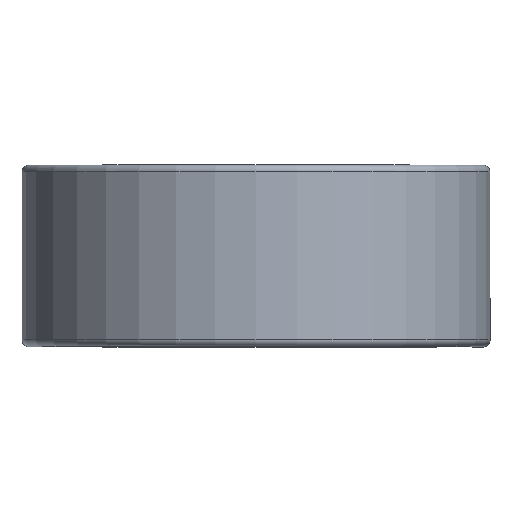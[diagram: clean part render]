
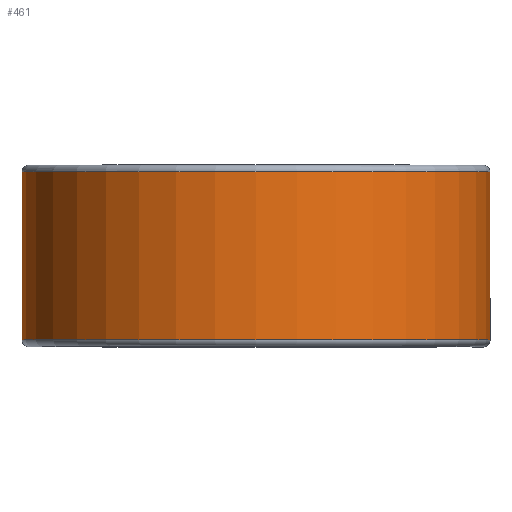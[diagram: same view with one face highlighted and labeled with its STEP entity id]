
A CAD part, top view. The second image highlights one B-rep face of the part: STEP entity #461.
In plain terms, the highlighted cylindrical face has radius 26.619 mm (diameter 53.238 mm), a partial arc.
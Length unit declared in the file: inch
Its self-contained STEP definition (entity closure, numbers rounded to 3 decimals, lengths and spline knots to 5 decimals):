
#139 = CARTESIAN_POINT ( 'NONE',  ( 0., -0.37625, -1.048 ) ) ;
#213 = CARTESIAN_POINT ( 'NONE',  ( 1.048, 0.37625, 0. ) ) ;
#217 = CARTESIAN_POINT ( 'NONE',  ( 0., 0.37625, -1.048 ) ) ;
#235 = DIRECTION ( 'NONE',  ( 0., -1., 0. ) ) ;
#297 = ORIENTED_EDGE ( 'NONE', *, *, #1304, .T. ) ;
#339 = AXIS2_PLACEMENT_3D ( 'NONE', #1368, #235, #1547 ) ;
#371 = ORIENTED_EDGE ( 'NONE', *, *, #1549, .F. ) ;
#402 = VERTEX_POINT ( 'NONE', #213 ) ;
#416 = DIRECTION ( 'NONE',  ( 0., 1., 0. ) ) ;
#421 = EDGE_CURVE ( 'NONE', #447, #402, #1194, .T. ) ;
#447 = VERTEX_POINT ( 'NONE', #2106 ) ;
#461 = ADVANCED_FACE ( 'NONE', ( #1018 ), #964, .T. ) ;
#540 = VECTOR ( 'NONE', #1942, 39.37008 ) ;
#550 = LINE ( 'NONE', #745, #540 ) ;
#650 = CARTESIAN_POINT ( 'NONE',  ( 1.048, 0.37625, 0. ) ) ;
#664 = VERTEX_POINT ( 'NONE', #217 ) ;
#745 = CARTESIAN_POINT ( 'NONE',  ( 0., 0.37625, -1.048 ) ) ;
#749 = DIRECTION ( 'NONE',  ( 0., -1., 0. ) ) ;
#881 = CIRCLE ( 'NONE', #2297, 1.048 ) ;
#934 = VERTEX_POINT ( 'NONE', #139 ) ;
#964 = CYLINDRICAL_SURFACE ( 'NONE', #2428, 1.048 ) ;
#1018 = FACE_OUTER_BOUND ( 'NONE', #2382, .T. ) ;
#1194 = LINE ( 'NONE', #650, #1231 ) ;
#1231 = VECTOR ( 'NONE', #416, 39.37008 ) ;
#1304 = EDGE_CURVE ( 'NONE', #402, #664, #1700, .T. ) ;
#1368 = CARTESIAN_POINT ( 'NONE',  ( 0., 0.37625, 0. ) ) ;
#1547 = DIRECTION ( 'NONE',  ( 0., 0., -1. ) ) ;
#1549 = EDGE_CURVE ( 'NONE', #447, #934, #881, .T. ) ;
#1700 = CIRCLE ( 'NONE', #339, 1.048 ) ;
#1759 = DIRECTION ( 'NONE',  ( 0., 0., -1. ) ) ;
#1774 = CARTESIAN_POINT ( 'NONE',  ( 0., -0.37625, 0. ) ) ;
#1942 = DIRECTION ( 'NONE',  ( 0., 1., 0. ) ) ;
#1948 = DIRECTION ( 'NONE',  ( 0., 0., -1. ) ) ;
#1954 = ORIENTED_EDGE ( 'NONE', *, *, #2432, .F. ) ;
#2084 = DIRECTION ( 'NONE',  ( 0., -1., 0. ) ) ;
#2106 = CARTESIAN_POINT ( 'NONE',  ( 1.048, -0.37625, 0. ) ) ;
#2113 = CARTESIAN_POINT ( 'NONE',  ( 0., 0.375, 0. ) ) ;
#2297 = AXIS2_PLACEMENT_3D ( 'NONE', #1774, #749, #1948 ) ;
#2333 = ORIENTED_EDGE ( 'NONE', *, *, #421, .T. ) ;
#2382 = EDGE_LOOP ( 'NONE', ( #2333, #297, #1954, #371 ) ) ;
#2428 = AXIS2_PLACEMENT_3D ( 'NONE', #2113, #2084, #1759 ) ;
#2432 = EDGE_CURVE ( 'NONE', #934, #664, #550, .T. ) ;
